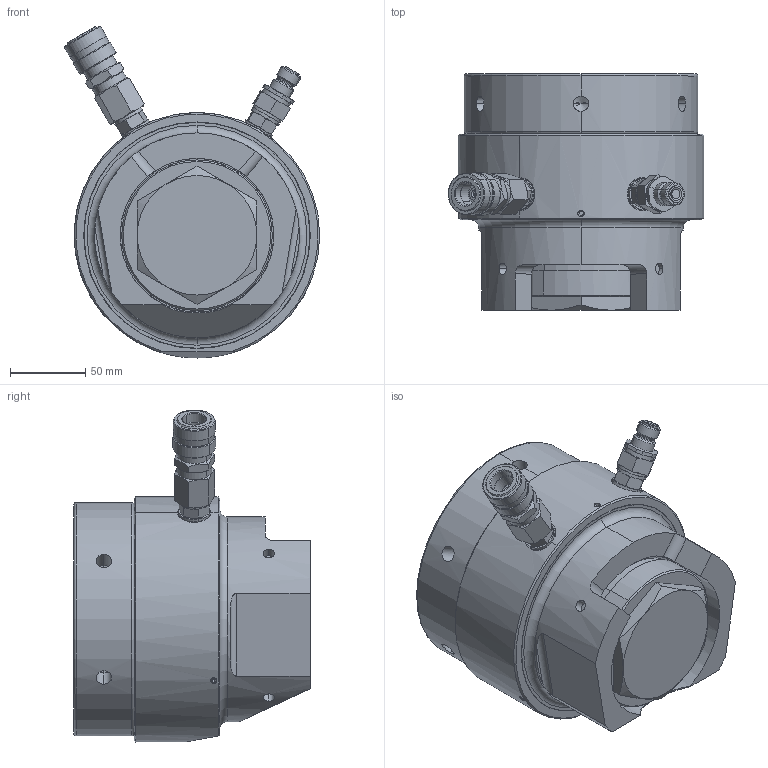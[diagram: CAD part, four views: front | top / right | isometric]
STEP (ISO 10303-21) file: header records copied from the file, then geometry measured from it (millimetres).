
FILE_DESCRIPTION((''),'2;1');
FILE_NAME('CTST_04-2_INCH_8434220101_','2021-07-08T08:10:45',('INEdipo'),(''),'CREO PARAMETRIC BY PTC INC, 2020281','CREO PARAMETRIC BY PTC INC, 2020281','');
FILE_SCHEMA(('CONFIG_CONTROL_DESIGN'));
Length unit declared in the file: millimetre
Products named in the file (1): CTST_04-2_INCH_8434220101_
Bounding box: 169.64 x 157 x 220.46 mm (x, y, z)
Volume: 2660140.9 mm3; surface area: 166860.4 mm2
Topology: 1 solids, 8 shells, 432 faces, 1035 edges, 639 vertices
Faces by surface type: cylinder 146, cone 136, plane 136, torus 12, sphere 2
Entity records: 13328 total; most frequent: CARTESIAN_POINT 3371, DIRECTION 2103, ORIENTED_EDGE 2022, EDGE_CURVE 1011, AXIS2_PLACEMENT_3D 856, VERTEX_POINT 635, EDGE_LOOP 502, FACE_OUTER_BOUND 432
